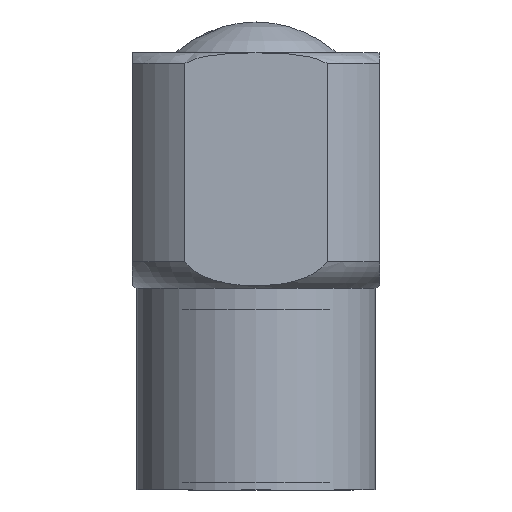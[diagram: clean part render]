
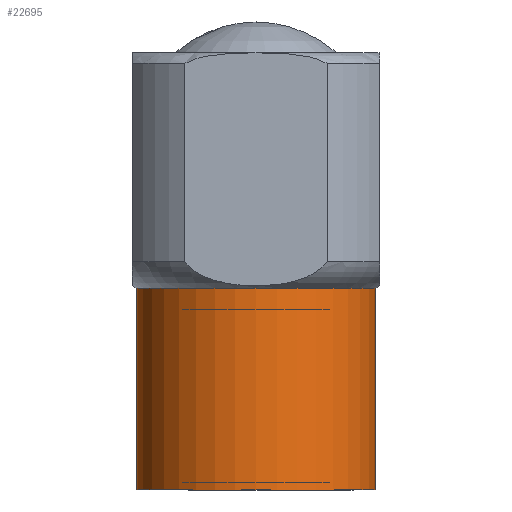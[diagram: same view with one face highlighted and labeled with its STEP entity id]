
A CAD part, front view. The second image highlights one B-rep face of the part: STEP entity #22695.
In plain terms, the highlighted cylindrical face has radius 3.15 mm (diameter 6.3 mm), a full revolution.
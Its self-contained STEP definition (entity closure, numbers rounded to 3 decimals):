
#732=CYLINDRICAL_SURFACE('',#23867,3.15);
#4732=ORIENTED_EDGE('',*,*,#8985,.T.);
#4733=ORIENTED_EDGE('',*,*,#9159,.T.);
#8985=EDGE_CURVE('',#11324,#11324,#12840,.T.);
#9159=EDGE_CURVE('',#11470,#11470,#12902,.T.);
#11324=VERTEX_POINT('',#31466);
#11470=VERTEX_POINT('',#31792);
#12840=CIRCLE('',#23800,3.15);
#12902=CIRCLE('',#23868,3.15);
#13804=EDGE_LOOP('',(#4732));
#13805=EDGE_LOOP('',(#4733));
#14973=FACE_BOUND('',#13804,.T.);
#14974=FACE_BOUND('',#13805,.T.);
#22695=ADVANCED_FACE('',(#14973,#14974),#732,.T.);
#23800=AXIS2_PLACEMENT_3D('',#31465,#26260,#26261);
#23867=AXIS2_PLACEMENT_3D('',#31790,#26506,#26507);
#23868=AXIS2_PLACEMENT_3D('',#31791,#26508,#26509);
#26260=DIRECTION('',(0.,0.,1.));
#26261=DIRECTION('',(1.,0.,0.));
#26506=DIRECTION('',(0.,0.,1.));
#26507=DIRECTION('',(0.,-1.,0.));
#26508=DIRECTION('',(0.,0.,-1.));
#26509=DIRECTION('',(0.,1.,0.));
#31465=CARTESIAN_POINT('',(0.,-72.95,-8.405));
#31466=CARTESIAN_POINT('',(3.15,-72.95,-8.405));
#31790=CARTESIAN_POINT('',(0.,-72.95,-8.405));
#31791=CARTESIAN_POINT('',(0.,-72.95,-3.095));
#31792=CARTESIAN_POINT('',(0.,-69.8,-3.095));
